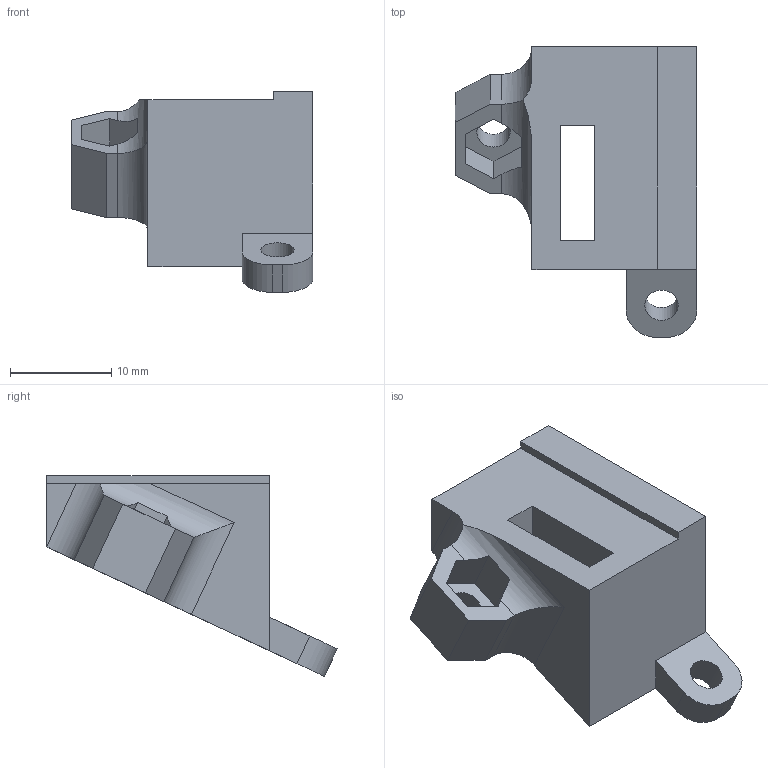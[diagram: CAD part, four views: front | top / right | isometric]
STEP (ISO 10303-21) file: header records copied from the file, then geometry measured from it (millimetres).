
FILE_DESCRIPTION(/* description */ (''),/* implementation_level */ '2;1');
FILE_NAME(/* name */ 'bracket.stp',/* time_stamp */ '2021-07-28T20:27:27+08:00',/* author */ ('BWChen'),/* organization */ (''),/* preprocessor_version */ 'ST-DEVELOPER v16.5',/* originating_system */ 'Autodesk Inventor 2017',/* authorisation */ '');
FILE_SCHEMA (('AUTOMOTIVE_DESIGN { 1 0 10303 214 3 1 1 }'));
Length unit declared in the file: millimetre
Products named in the file (1): bracket
Bounding box: 23.9 x 28.71 x 19.83 mm (x, y, z)
Volume: 3682.7 mm3; surface area: 2453 mm2
Topology: 1 solids, 1 shells, 40 faces, 111 edges, 73 vertices
Faces by surface type: plane 33, cylinder 7
Full cylindrical faces by diameter (mm): 3.3 x2
Entity records: 1299 total; most frequent: CARTESIAN_POINT 223, ORIENTED_EDGE 218, DIRECTION 207, EDGE_CURVE 109, LINE 93, VECTOR 93, VERTEX_POINT 73, AXIS2_PLACEMENT_3D 57
